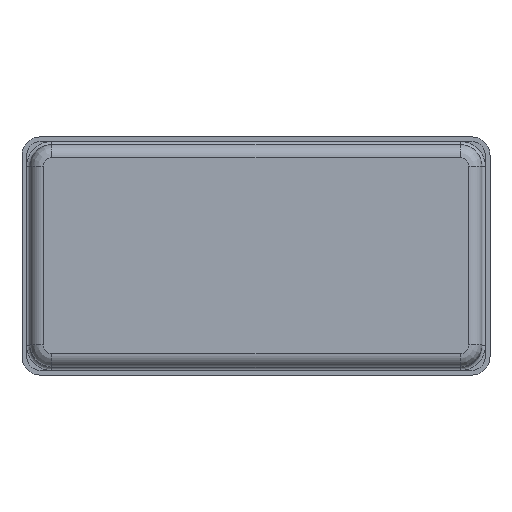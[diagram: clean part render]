
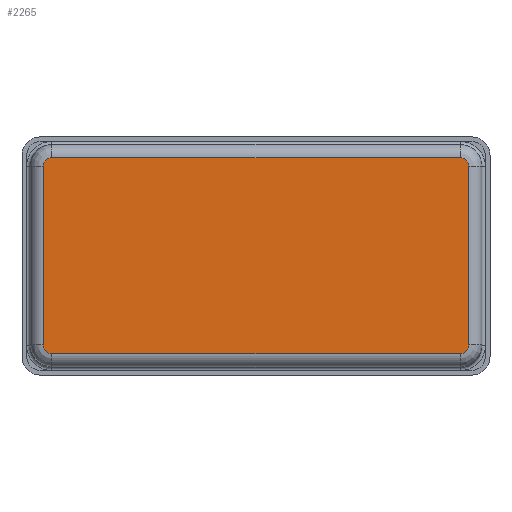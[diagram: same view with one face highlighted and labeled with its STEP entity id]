
A CAD part, top view. The second image highlights one B-rep face of the part: STEP entity #2265.
In plain terms, the highlighted face is planar.
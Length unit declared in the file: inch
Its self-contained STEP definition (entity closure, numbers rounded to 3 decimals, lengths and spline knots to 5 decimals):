
#1787=LINE('',#6617,#2027);
#1788=LINE('',#6622,#2028);
#1789=LINE('',#6626,#2029);
#1790=LINE('',#6630,#2030);
#2027=VECTOR('',#5493,1.);
#2028=VECTOR('',#5496,1.);
#2029=VECTOR('',#5499,1.);
#2030=VECTOR('',#5502,1.);
#2119=PLANE('',#4665);
#2265=ADVANCED_FACE('F1818',(#2451),#2119,.T.);
#2451=FACE_OUTER_BOUND('',#2642,.T.);
#2642=EDGE_LOOP('',(#3345,#3346,#3347,#3348,#3349,#3350,#3351,#3352));
#3345=ORIENTED_EDGE('',*,*,#4137,.T.);
#3346=ORIENTED_EDGE('',*,*,#4138,.T.);
#3347=ORIENTED_EDGE('',*,*,#4139,.T.);
#3348=ORIENTED_EDGE('',*,*,#4140,.T.);
#3349=ORIENTED_EDGE('',*,*,#4141,.T.);
#3350=ORIENTED_EDGE('',*,*,#4142,.T.);
#3351=ORIENTED_EDGE('',*,*,#4143,.T.);
#3352=ORIENTED_EDGE('',*,*,#4144,.T.);
#3748=VERTEX_POINT('',#6618);
#3749=VERTEX_POINT('',#6619);
#3750=VERTEX_POINT('',#6621);
#3751=VERTEX_POINT('',#6623);
#3752=VERTEX_POINT('',#6625);
#3753=VERTEX_POINT('',#6627);
#3754=VERTEX_POINT('',#6629);
#3755=VERTEX_POINT('',#6631);
#4137=EDGE_CURVE('E22',#3748,#3749,#1787,.T.);
#4138=EDGE_CURVE('E66',#3749,#3750,#4355,.T.);
#4139=EDGE_CURVE('E99',#3750,#3751,#1788,.T.);
#4140=EDGE_CURVE('E1212',#3751,#3752,#4356,.T.);
#4141=EDGE_CURVE('E1515',#3752,#3753,#1789,.T.);
#4142=EDGE_CURVE('E1818',#3753,#3754,#4357,.T.);
#4143=EDGE_CURVE('E2121',#3754,#3755,#1790,.T.);
#4144=EDGE_CURVE('E2323',#3755,#3748,#4358,.T.);
#4355=CIRCLE('',#4661,0.015);
#4356=CIRCLE('',#4662,0.015);
#4357=CIRCLE('',#4663,0.015);
#4358=CIRCLE('',#4664,0.015);
#4661=AXIS2_PLACEMENT_3D('',#6620,#5494,#5495);
#4662=AXIS2_PLACEMENT_3D('',#6624,#5497,#5498);
#4663=AXIS2_PLACEMENT_3D('',#6628,#5500,#5501);
#4664=AXIS2_PLACEMENT_3D('',#6632,#5503,#5504);
#4665=AXIS2_PLACEMENT_3D('',#6633,#5505,#5506);
#5493=DIRECTION('',(-1.,0.,0.));
#5494=DIRECTION('',(0.,1.,0.));
#5495=DIRECTION('',(0.,0.,1.));
#5496=DIRECTION('',(0.,0.,1.));
#5497=DIRECTION('',(0.,1.,0.));
#5498=DIRECTION('',(-1.,0.,0.));
#5499=DIRECTION('',(1.,0.,0.));
#5500=DIRECTION('',(0.,1.,0.));
#5501=DIRECTION('',(0.,0.,1.));
#5502=DIRECTION('',(0.,0.,-1.));
#5503=DIRECTION('',(0.,1.,0.));
#5504=DIRECTION('',(0.,0.,1.));
#5505=DIRECTION('',(0.,1.,0.));
#5506=DIRECTION('',(0.,0.,1.));
#6617=CARTESIAN_POINT('',(0.,0.355,-0.1705));
#6618=CARTESIAN_POINT('',(0.3555,0.355,-0.1705));
#6619=CARTESIAN_POINT('',(-0.3555,0.355,-0.1705));
#6620=CARTESIAN_POINT('',(-0.3555,0.355,-0.1555));
#6621=CARTESIAN_POINT('',(-0.3705,0.355,-0.1555));
#6622=CARTESIAN_POINT('',(-0.3705,0.355,0.));
#6623=CARTESIAN_POINT('',(-0.3705,0.355,0.1555));
#6624=CARTESIAN_POINT('',(-0.3555,0.355,0.1555));
#6625=CARTESIAN_POINT('',(-0.3555,0.355,0.1705));
#6626=CARTESIAN_POINT('',(0.,0.355,0.1705));
#6627=CARTESIAN_POINT('',(0.3555,0.355,0.1705));
#6628=CARTESIAN_POINT('',(0.3555,0.355,0.1555));
#6629=CARTESIAN_POINT('',(0.3705,0.355,0.1555));
#6630=CARTESIAN_POINT('',(0.3705,0.355,0.));
#6631=CARTESIAN_POINT('',(0.3705,0.355,-0.1555));
#6632=CARTESIAN_POINT('',(0.3555,0.355,-0.1555));
#6633=CARTESIAN_POINT('',(-0.41317,0.355,0.20317));
